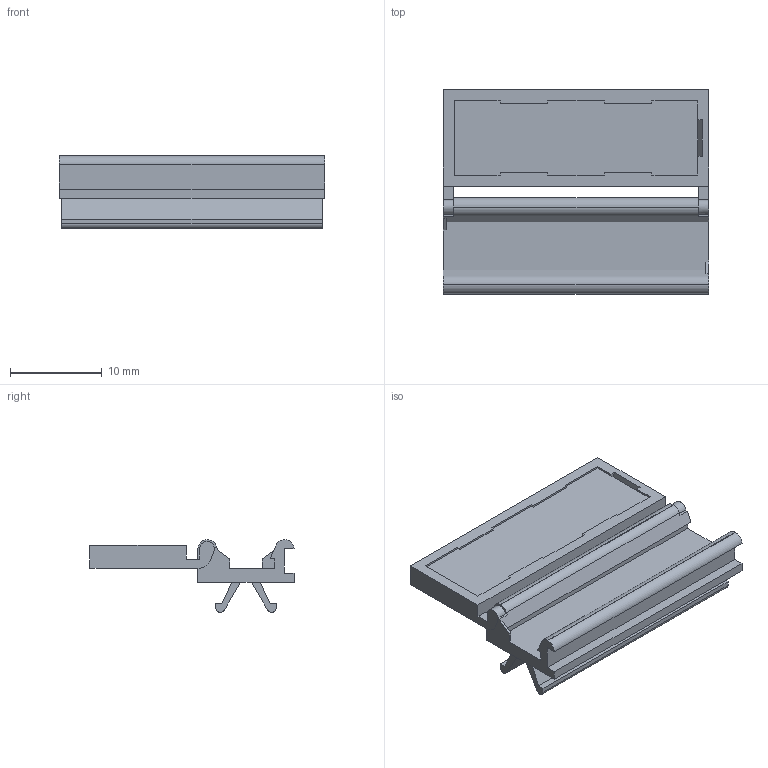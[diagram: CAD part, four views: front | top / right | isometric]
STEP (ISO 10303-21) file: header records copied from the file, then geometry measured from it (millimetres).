
FILE_DESCRIPTION(('Creo Elements/Direct Modeling STEP Export'),'2;1');
FILE_NAME('model.stp','2020-11-10T 0:13:53',(''),(''),'Creo Elements/Direct Modeling STEP processor for AP214 (Solid Model)','Creo Elements/Direct Modeling 20.1A 29-Sep-2018 (C) Parametric Technology GmbH','');
FILE_SCHEMA(('AUTOMOTIVE_DESIGN { 1 0 10303 214 1 1 1 1 }'));
Length unit declared in the file: millimetre
Products named in the file (2): GBS-ZB_26x6_select
Assembly tree (1 placements, depth 2):
  GBS-ZB_26x6_select
    GBS-ZB_26x6_select
Bounding box: 29 x 22.3 x 7.97 mm (x, y, z)
Volume: 1512.3 mm3; surface area: 2530.4 mm2
Topology: 1 solids, 1 shells, 111 faces, 361 edges, 257 vertices
Faces by surface type: plane 103, cylinder 8
Entity records: 4528 total; most frequent: ORIENTED_EDGE 722, CARTESIAN_POINT 652, DIRECTION 492, EDGE_CURVE 361, VECTOR 272, LINE 272, VERTEX_POINT 257, EDGE_LOOP 118
